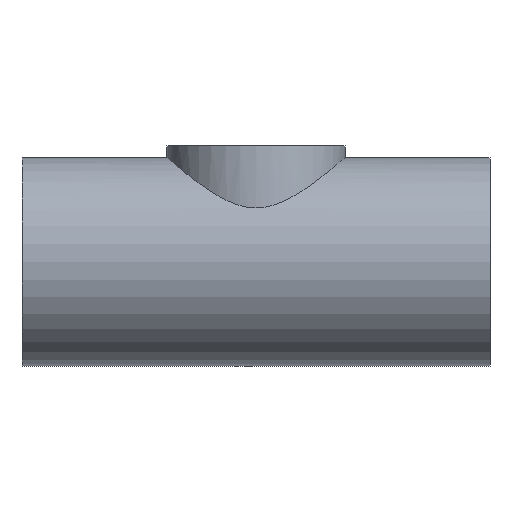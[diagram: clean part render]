
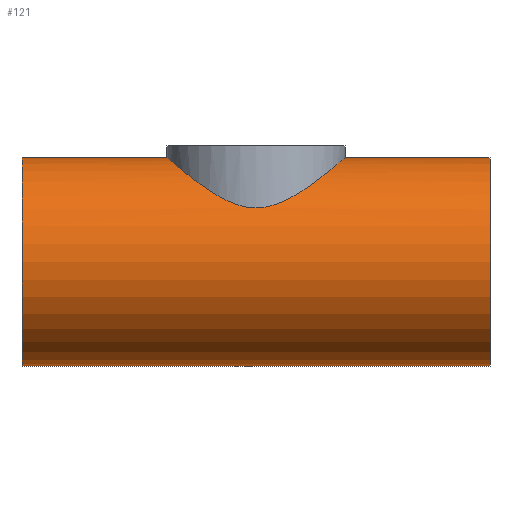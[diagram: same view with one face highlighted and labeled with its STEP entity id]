
A CAD part, front view. The second image highlights one B-rep face of the part: STEP entity #121.
In plain terms, the highlighted cylindrical face has radius 44.55 mm (diameter 89.1 mm), a full revolution.
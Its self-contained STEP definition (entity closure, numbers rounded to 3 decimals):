
#21=FACE_BOUND('',#39,.T.);
#28=FACE_OUTER_BOUND('',#38,.T.);
#38=EDGE_LOOP('',(#104,#105,#106,#107));
#39=EDGE_LOOP('',(#108,#109));
#46=CIRCLE('',#152,44.55);
#47=CIRCLE('',#154,44.55);
#51=LINE('',#350,#55);
#55=VECTOR('',#185,44.55);
#58=B_SPLINE_CURVE_WITH_KNOTS('',3,(#275,#276,#277,#278,#279,#280,#281,
#282,#283,#284,#285,#286,#287,#288,#289,#290,#291,#292),.UNSPECIFIED.,.F.,
 .F.,(4,2,2,2,2,2,2,2,4),(0.,0.805,1.61,2.415,
3.219,3.985,4.75,5.515,6.281),
 .UNSPECIFIED.);
#59=B_SPLINE_CURVE_WITH_KNOTS('',3,(#293,#294,#295,#296,#297,#298,#299,
#300,#301,#302,#303,#304,#305,#306,#307,#308,#309,#310,#311,#312,#313,#314,
#315,#316,#317,#318,#319,#320,#321,#322,#323,#324,#325,#326,#327,#328,#329,
#330,#331,#332,#333,#334,#335,#336,#337,#338,#339,#340,#341,#342),
 .UNSPECIFIED.,.F.,.F.,(4,2,2,2,2,2,2,2,2,2,2,2,2,2,2,2,2,2,2,2,2,2,2,2,
4),(6.281,7.046,7.811,8.576,
9.342,10.147,10.951,11.756,12.561,
13.366,14.171,14.976,15.781,16.546,
17.311,18.076,18.842,19.607,20.372,
21.138,21.903,22.708,23.513,24.317,
25.122),.UNSPECIFIED.);
#66=VERTEX_POINT('',#272);
#67=VERTEX_POINT('',#274);
#68=VERTEX_POINT('',#345);
#69=VERTEX_POINT('',#348);
#79=EDGE_CURVE('',#67,#66,#58,.T.);
#80=EDGE_CURVE('',#66,#67,#59,.T.);
#81=EDGE_CURVE('',#68,#68,#46,.T.);
#82=EDGE_CURVE('',#69,#69,#47,.T.);
#83=EDGE_CURVE('',#69,#68,#51,.T.);
#104=ORIENTED_EDGE('',*,*,#82,.F.);
#105=ORIENTED_EDGE('',*,*,#83,.T.);
#106=ORIENTED_EDGE('',*,*,#81,.F.);
#107=ORIENTED_EDGE('',*,*,#83,.F.);
#108=ORIENTED_EDGE('',*,*,#79,.T.);
#109=ORIENTED_EDGE('',*,*,#80,.T.);
#115=CYLINDRICAL_SURFACE('',#153,44.55);
#121=ADVANCED_FACE('',(#28,#21),#115,.T.);
#152=AXIS2_PLACEMENT_3D('',#346,#179,#180);
#153=AXIS2_PLACEMENT_3D('',#347,#181,#182);
#154=AXIS2_PLACEMENT_3D('',#349,#183,#184);
#179=DIRECTION('center_axis',(-1.,0.,0.));
#180=DIRECTION('ref_axis',(0.,1.,0.));
#181=DIRECTION('center_axis',(1.,0.,0.));
#182=DIRECTION('ref_axis',(0.,1.,0.));
#183=DIRECTION('center_axis',(1.,0.,0.));
#184=DIRECTION('ref_axis',(0.,1.,0.));
#185=DIRECTION('',(-1.,0.,0.));
#272=CARTESIAN_POINT('',(-38.15,0.,44.55));
#274=CARTESIAN_POINT('',(0.,-38.15,23.006));
#275=CARTESIAN_POINT('Ctrl Pts',(0.,-38.15,23.006));
#276=CARTESIAN_POINT('Ctrl Pts',(-2.683,-38.15,23.006));
#277=CARTESIAN_POINT('Ctrl Pts',(-5.281,-37.869,23.486));
#278=CARTESIAN_POINT('Ctrl Pts',(-10.274,-36.829,25.085));
#279=CARTESIAN_POINT('Ctrl Pts',(-12.672,-36.07,26.195));
#280=CARTESIAN_POINT('Ctrl Pts',(-17.238,-34.124,28.684));
#281=CARTESIAN_POINT('Ctrl Pts',(-19.406,-32.936,30.061));
#282=CARTESIAN_POINT('Ctrl Pts',(-23.44,-30.198,32.811));
#283=CARTESIAN_POINT('Ctrl Pts',(-25.306,-28.647,34.183));
#284=CARTESIAN_POINT('Ctrl Pts',(-28.565,-25.388,36.663));
#285=CARTESIAN_POINT('Ctrl Pts',(-30.092,-23.575,37.87));
#286=CARTESIAN_POINT('Ctrl Pts',(-32.842,-19.563,40.09));
#287=CARTESIAN_POINT('Ctrl Pts',(-34.065,-17.363,41.102));
#288=CARTESIAN_POINT('Ctrl Pts',(-36.067,-12.691,42.776));
#289=CARTESIAN_POINT('Ctrl Pts',(-36.848,-10.214,43.44));
#290=CARTESIAN_POINT('Ctrl Pts',(-37.89,-5.144,44.327));
#291=CARTESIAN_POINT('Ctrl Pts',(-38.15,-2.551,44.55));
#292=CARTESIAN_POINT('Ctrl Pts',(-38.15,0.,44.55));
#293=CARTESIAN_POINT('Ctrl Pts',(-38.15,0.,44.55));
#294=CARTESIAN_POINT('Ctrl Pts',(-38.15,2.551,44.55));
#295=CARTESIAN_POINT('Ctrl Pts',(-37.89,5.144,44.327));
#296=CARTESIAN_POINT('Ctrl Pts',(-36.848,10.214,43.44));
#297=CARTESIAN_POINT('Ctrl Pts',(-36.067,12.691,42.776));
#298=CARTESIAN_POINT('Ctrl Pts',(-34.065,17.363,41.102));
#299=CARTESIAN_POINT('Ctrl Pts',(-32.842,19.563,40.09));
#300=CARTESIAN_POINT('Ctrl Pts',(-30.092,23.575,37.87));
#301=CARTESIAN_POINT('Ctrl Pts',(-28.565,25.388,36.663));
#302=CARTESIAN_POINT('Ctrl Pts',(-25.306,28.647,34.183));
#303=CARTESIAN_POINT('Ctrl Pts',(-23.44,30.198,32.811));
#304=CARTESIAN_POINT('Ctrl Pts',(-19.406,32.936,30.061));
#305=CARTESIAN_POINT('Ctrl Pts',(-17.238,34.124,28.684));
#306=CARTESIAN_POINT('Ctrl Pts',(-12.672,36.07,26.195));
#307=CARTESIAN_POINT('Ctrl Pts',(-10.274,36.829,25.085));
#308=CARTESIAN_POINT('Ctrl Pts',(-5.281,37.869,23.486));
#309=CARTESIAN_POINT('Ctrl Pts',(-2.683,38.15,23.006));
#310=CARTESIAN_POINT('Ctrl Pts',(2.683,38.15,23.006));
#311=CARTESIAN_POINT('Ctrl Pts',(5.281,37.869,23.486));
#312=CARTESIAN_POINT('Ctrl Pts',(10.274,36.829,25.085));
#313=CARTESIAN_POINT('Ctrl Pts',(12.672,36.07,26.195));
#314=CARTESIAN_POINT('Ctrl Pts',(17.238,34.124,28.684));
#315=CARTESIAN_POINT('Ctrl Pts',(19.406,32.936,30.061));
#316=CARTESIAN_POINT('Ctrl Pts',(23.44,30.198,32.811));
#317=CARTESIAN_POINT('Ctrl Pts',(25.306,28.647,34.183));
#318=CARTESIAN_POINT('Ctrl Pts',(28.565,25.388,36.663));
#319=CARTESIAN_POINT('Ctrl Pts',(30.092,23.575,37.87));
#320=CARTESIAN_POINT('Ctrl Pts',(32.842,19.563,40.09));
#321=CARTESIAN_POINT('Ctrl Pts',(34.065,17.363,41.102));
#322=CARTESIAN_POINT('Ctrl Pts',(36.067,12.691,42.776));
#323=CARTESIAN_POINT('Ctrl Pts',(36.848,10.214,43.44));
#324=CARTESIAN_POINT('Ctrl Pts',(37.89,5.144,44.327));
#325=CARTESIAN_POINT('Ctrl Pts',(38.15,2.551,44.55));
#326=CARTESIAN_POINT('Ctrl Pts',(38.15,-2.551,44.55));
#327=CARTESIAN_POINT('Ctrl Pts',(37.89,-5.144,44.327));
#328=CARTESIAN_POINT('Ctrl Pts',(36.848,-10.214,43.44));
#329=CARTESIAN_POINT('Ctrl Pts',(36.067,-12.691,42.776));
#330=CARTESIAN_POINT('Ctrl Pts',(34.065,-17.363,41.102));
#331=CARTESIAN_POINT('Ctrl Pts',(32.842,-19.563,40.09));
#332=CARTESIAN_POINT('Ctrl Pts',(30.092,-23.575,37.87));
#333=CARTESIAN_POINT('Ctrl Pts',(28.565,-25.388,36.663));
#334=CARTESIAN_POINT('Ctrl Pts',(25.306,-28.647,34.183));
#335=CARTESIAN_POINT('Ctrl Pts',(23.44,-30.198,32.811));
#336=CARTESIAN_POINT('Ctrl Pts',(19.406,-32.936,30.061));
#337=CARTESIAN_POINT('Ctrl Pts',(17.238,-34.124,28.684));
#338=CARTESIAN_POINT('Ctrl Pts',(12.672,-36.07,26.195));
#339=CARTESIAN_POINT('Ctrl Pts',(10.274,-36.829,25.085));
#340=CARTESIAN_POINT('Ctrl Pts',(5.281,-37.869,23.486));
#341=CARTESIAN_POINT('Ctrl Pts',(2.683,-38.15,23.006));
#342=CARTESIAN_POINT('Ctrl Pts',(0.,-38.15,23.006));
#345=CARTESIAN_POINT('',(-100.,-44.55,0.));
#346=CARTESIAN_POINT('Origin',(-100.,0.,0.));
#347=CARTESIAN_POINT('Origin',(0.,0.,0.));
#348=CARTESIAN_POINT('',(100.,-44.55,0.));
#349=CARTESIAN_POINT('Origin',(100.,0.,0.));
#350=CARTESIAN_POINT('',(0.,-44.55,0.));
